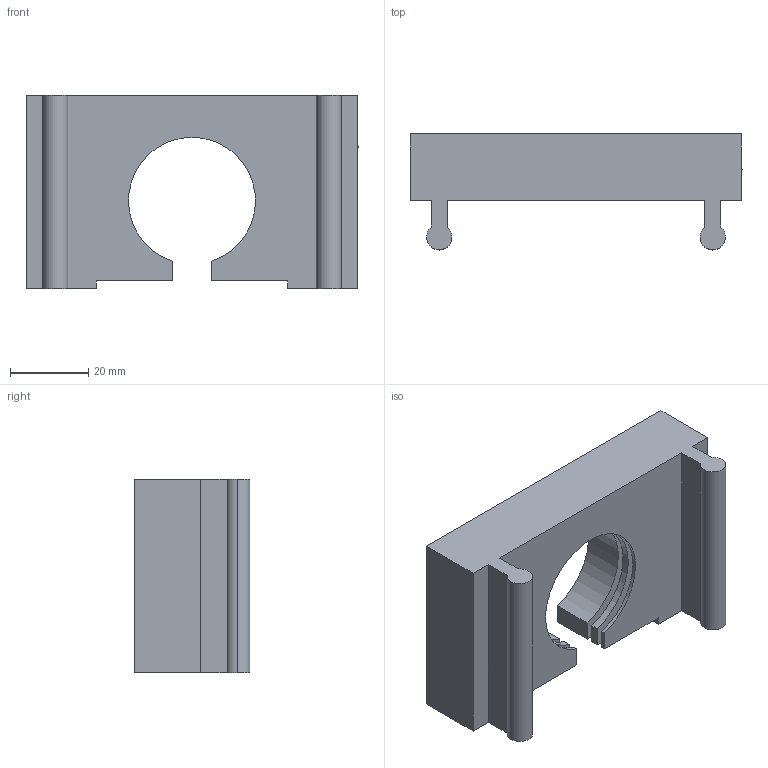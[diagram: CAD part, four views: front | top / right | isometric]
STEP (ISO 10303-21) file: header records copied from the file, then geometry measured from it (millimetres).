
FILE_DESCRIPTION (( 'STEP AP214' ), '1' );
FILE_NAME ('Extension_region.STEP', '2023-06-01T14:35:33', ( '' ), ( '' ), 'SwSTEP 2.0', 'SolidWorks 2020', '' );
FILE_SCHEMA (( 'AUTOMOTIVE_DESIGN' ));
Length unit declared in the file: millimetre
Products named in the file (1): Extension_region
Bounding box: 85 x 29.65 x 49.5 mm (x, y, z)
Volume: 57335.3 mm3; surface area: 19559.3 mm2
Topology: 1 solids, 1 shells, 145 faces, 399 edges, 266 vertices
Faces by surface type: plane 113, bspline 23, cylinder 9
Entity records: 5731 total; most frequent: CARTESIAN_POINT 2138, ORIENTED_EDGE 798, DIRECTION 617, EDGE_CURVE 399, VECTOR 335, LINE 335, VERTEX_POINT 266, EDGE_LOOP 155
